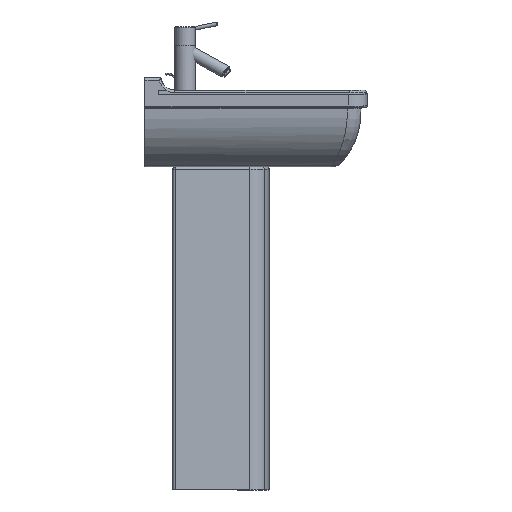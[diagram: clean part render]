
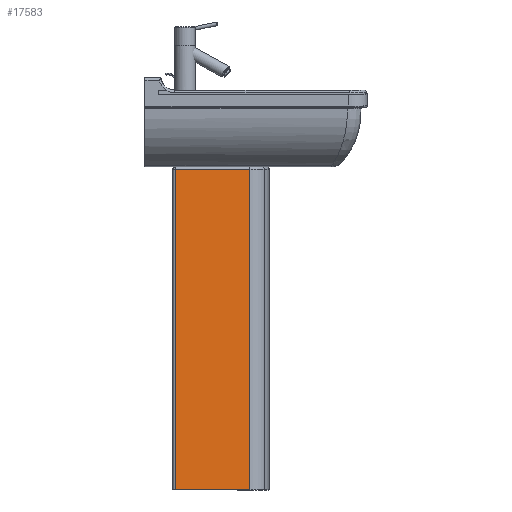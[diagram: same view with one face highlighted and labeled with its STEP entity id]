
A CAD part, left-side view. The second image highlights one B-rep face of the part: STEP entity #17583.
In plain terms, the highlighted face is planar.
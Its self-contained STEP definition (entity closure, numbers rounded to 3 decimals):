
#16415=CARTESIAN_POINT('',(118.148,31.404,5.0));
#16416=VERTEX_POINT('',#16415);
#16465=CARTESIAN_POINT('',(103.047,-131.467,5.0));
#16466=VERTEX_POINT('',#16465);
#16476=CARTESIAN_POINT('',(118.148,31.404,5.0));
#16477=DIRECTION('',(-0.092,-0.996,0.0));
#16478=VECTOR('',#16477,163.569);
#16479=LINE('',#16476,#16478);
#16480=EDGE_CURVE('',#16416,#16466,#16479,.T.);
#16492=CARTESIAN_POINT('',(118.148,31.404,705.0));
#16493=VERTEX_POINT('',#16492);
#16501=CARTESIAN_POINT('',(118.148,31.404,705.0));
#16502=DIRECTION('',(0.0,0.0,-1.0));
#16503=VECTOR('',#16502,700.0);
#16504=LINE('',#16501,#16503);
#16505=EDGE_CURVE('',#16493,#16416,#16504,.T.);
#17378=CARTESIAN_POINT('',(103.047,-131.467,705.0));
#17379=VERTEX_POINT('',#17378);
#17387=CARTESIAN_POINT('',(118.148,31.404,705.0));
#17388=DIRECTION('',(-0.092,-0.996,0.0));
#17389=VECTOR('',#17388,163.569);
#17390=LINE('',#17387,#17389);
#17391=EDGE_CURVE('',#16493,#17379,#17390,.T.);
#17567=CARTESIAN_POINT('',(118.655,36.865,0.0));
#17568=DIRECTION('',(0.996,-0.092,0.0));
#17569=DIRECTION('',(0.0,0.0,-1.0));
#17570=AXIS2_PLACEMENT_3D('',#17567,#17568,#17569);
#17571=PLANE('',#17570);
#17572=ORIENTED_EDGE('',*,*,#16505,.F.);
#17573=ORIENTED_EDGE('',*,*,#17391,.T.);
#17574=CARTESIAN_POINT('',(103.047,-131.467,5.0));
#17575=DIRECTION('',(0.0,0.0,1.0));
#17576=VECTOR('',#17575,700.0);
#17577=LINE('',#17574,#17576);
#17578=EDGE_CURVE('',#16466,#17379,#17577,.T.);
#17579=ORIENTED_EDGE('',*,*,#17578,.F.);
#17580=ORIENTED_EDGE('',*,*,#16480,.F.);
#17581=EDGE_LOOP('',(#17572,#17573,#17579,#17580));
#17582=FACE_OUTER_BOUND('',#17581,.T.);
#17583=ADVANCED_FACE('',(#17582),#17571,.T.);
